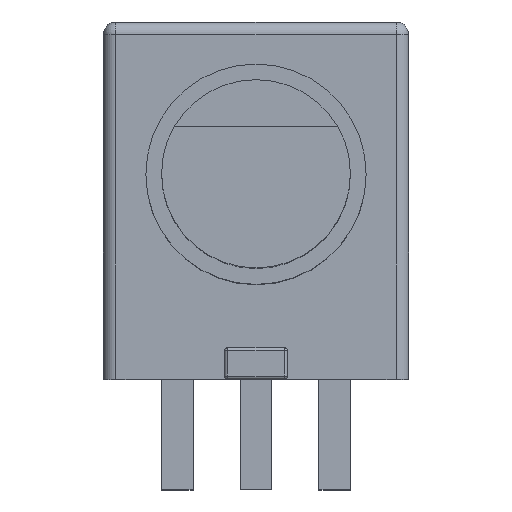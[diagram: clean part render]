
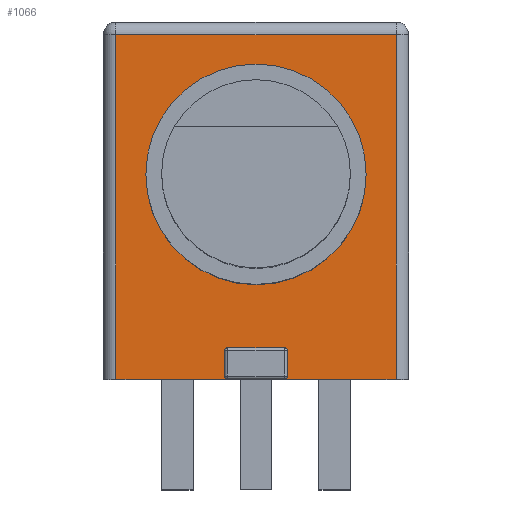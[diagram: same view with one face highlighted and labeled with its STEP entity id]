
A CAD part, top view. The second image highlights one B-rep face of the part: STEP entity #1066.
In plain terms, the highlighted planar face has unit normal (0, 0, 1).
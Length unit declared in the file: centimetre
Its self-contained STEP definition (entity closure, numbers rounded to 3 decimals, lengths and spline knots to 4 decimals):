
#63=LINE('',#1655,#167);
#64=LINE('',#1657,#168);
#70=LINE('',#1697,#174);
#73=LINE('',#1712,#177);
#76=LINE('',#1716,#180);
#82=LINE('',#1726,#186);
#83=LINE('',#1727,#187);
#84=LINE('',#1728,#188);
#167=VECTOR('',#1340,0.08);
#168=VECTOR('',#1343,0.18);
#174=VECTOR('',#1387,1.095);
#177=VECTOR('',#1404,1.095);
#180=VECTOR('',#1409,0.89);
#186=VECTOR('',#1423,0.355);
#187=VECTOR('',#1424,0.08);
#188=VECTOR('',#1425,0.355);
#261=PLANE('',#1188);
#301=FACE_BOUND('',#417,.T.);
#339=FACE_OUTER_BOUND('',#416,.T.);
#416=EDGE_LOOP('',(#849,#850,#851,#852,#853,#854,#855,#856,#857,#858,#859,
#860));
#417=EDGE_LOOP('',(#861));
#459=CIRCLE('',#1126,0.35);
#463=CIRCLE('',#1133,0.01);
#467=CIRCLE('',#1139,0.01);
#471=CIRCLE('',#1145,0.01);
#475=CIRCLE('',#1152,0.01);
#500=VERTEX_POINT('',#1587);
#504=VERTEX_POINT('',#1598);
#505=VERTEX_POINT('',#1599);
#509=VERTEX_POINT('',#1611);
#510=VERTEX_POINT('',#1612);
#514=VERTEX_POINT('',#1624);
#515=VERTEX_POINT('',#1625);
#519=VERTEX_POINT('',#1640);
#520=VERTEX_POINT('',#1641);
#531=VERTEX_POINT('',#1686);
#534=VERTEX_POINT('',#1693);
#538=VERTEX_POINT('',#1705);
#540=VERTEX_POINT('',#1710);
#591=EDGE_CURVE('',#500,#500,#459,.T.);
#595=EDGE_CURVE('',#504,#505,#463,.F.);
#601=EDGE_CURVE('',#509,#510,#467,.F.);
#607=EDGE_CURVE('',#514,#515,#471,.F.);
#615=EDGE_CURVE('',#519,#520,#475,.F.);
#624=EDGE_CURVE('',#504,#515,#63,.T.);
#625=EDGE_CURVE('',#514,#520,#64,.T.);
#643=EDGE_CURVE('',#531,#534,#70,.T.);
#650=EDGE_CURVE('',#540,#538,#73,.T.);
#653=EDGE_CURVE('',#538,#531,#76,.T.);
#659=EDGE_CURVE('',#505,#540,#82,.T.);
#660=EDGE_CURVE('',#519,#510,#83,.T.);
#661=EDGE_CURVE('',#509,#534,#84,.T.);
#849=ORIENTED_EDGE('',*,*,#643,.F.);
#850=ORIENTED_EDGE('',*,*,#653,.F.);
#851=ORIENTED_EDGE('',*,*,#650,.F.);
#852=ORIENTED_EDGE('',*,*,#659,.F.);
#853=ORIENTED_EDGE('',*,*,#595,.F.);
#854=ORIENTED_EDGE('',*,*,#624,.T.);
#855=ORIENTED_EDGE('',*,*,#607,.F.);
#856=ORIENTED_EDGE('',*,*,#625,.T.);
#857=ORIENTED_EDGE('',*,*,#615,.F.);
#858=ORIENTED_EDGE('',*,*,#660,.T.);
#859=ORIENTED_EDGE('',*,*,#601,.F.);
#860=ORIENTED_EDGE('',*,*,#661,.T.);
#861=ORIENTED_EDGE('',*,*,#591,.T.);
#1066=ADVANCED_FACE('',(#339,#301),#261,.T.);
#1126=AXIS2_PLACEMENT_3D('',#1588,#1262,#1263);
#1133=AXIS2_PLACEMENT_3D('',#1600,#1276,#1277);
#1139=AXIS2_PLACEMENT_3D('',#1613,#1290,#1291);
#1145=AXIS2_PLACEMENT_3D('',#1626,#1304,#1305);
#1152=AXIS2_PLACEMENT_3D('',#1642,#1322,#1323);
#1188=AXIS2_PLACEMENT_3D('',#1725,#1421,#1422);
#1262=DIRECTION('center_axis',(0.,0.,-1.));
#1263=DIRECTION('ref_axis',(1.,0.,0.));
#1276=DIRECTION('center_axis',(0.,0.,-1.));
#1277=DIRECTION('ref_axis',(-0.707,-0.707,0.));
#1290=DIRECTION('center_axis',(0.,0.,-1.));
#1291=DIRECTION('ref_axis',(0.707,-0.707,0.));
#1304=DIRECTION('center_axis',(0.,0.,-1.));
#1305=DIRECTION('ref_axis',(-0.707,0.707,0.));
#1322=DIRECTION('center_axis',(0.,0.,-1.));
#1323=DIRECTION('ref_axis',(0.707,0.707,0.));
#1340=DIRECTION('',(0.,1.,0.));
#1343=DIRECTION('',(1.,0.,0.));
#1387=DIRECTION('',(0.,-1.,0.));
#1404=DIRECTION('',(0.,1.,0.));
#1409=DIRECTION('',(1.,0.,0.));
#1421=DIRECTION('center_axis',(0.,0.,1.));
#1422=DIRECTION('ref_axis',(1.,0.,0.));
#1423=DIRECTION('',(-1.,0.,0.));
#1424=DIRECTION('',(0.,-1.,0.));
#1425=DIRECTION('',(1.,0.,0.));
#1587=CARTESIAN_POINT('',(-0.35,0.65,0.665));
#1588=CARTESIAN_POINT('Origin',(0.,0.65,0.665));
#1598=CARTESIAN_POINT('',(-0.1,0.01,0.665));
#1599=CARTESIAN_POINT('',(-0.09,0.,0.665));
#1600=CARTESIAN_POINT('Origin',(-0.09,0.01,0.665));
#1611=CARTESIAN_POINT('',(0.09,0.,0.665));
#1612=CARTESIAN_POINT('',(0.1,0.01,0.665));
#1613=CARTESIAN_POINT('Origin',(0.09,0.01,0.665));
#1624=CARTESIAN_POINT('',(-0.09,0.1,0.665));
#1625=CARTESIAN_POINT('',(-0.1,0.09,0.665));
#1626=CARTESIAN_POINT('Origin',(-0.09,0.09,0.665));
#1640=CARTESIAN_POINT('',(0.1,0.09,0.665));
#1641=CARTESIAN_POINT('',(0.09,0.1,0.665));
#1642=CARTESIAN_POINT('Origin',(0.09,0.09,0.665));
#1655=CARTESIAN_POINT('',(-0.1,0.05,0.665));
#1657=CARTESIAN_POINT('',(-0.1925,0.1,0.665));
#1686=CARTESIAN_POINT('',(0.445,1.095,0.665));
#1693=CARTESIAN_POINT('',(0.445,0.,0.665));
#1697=CARTESIAN_POINT('',(0.445,0.,0.665));
#1705=CARTESIAN_POINT('',(-0.445,1.095,0.665));
#1710=CARTESIAN_POINT('',(-0.445,0.,0.665));
#1712=CARTESIAN_POINT('',(-0.445,0.,0.665));
#1716=CARTESIAN_POINT('',(-0.2425,1.095,0.665));
#1725=CARTESIAN_POINT('Origin',(-0.485,0.,0.665));
#1726=CARTESIAN_POINT('',(0.485,0.,0.665));
#1727=CARTESIAN_POINT('',(0.1,0.,0.665));
#1728=CARTESIAN_POINT('',(-0.2425,0.,0.665));
